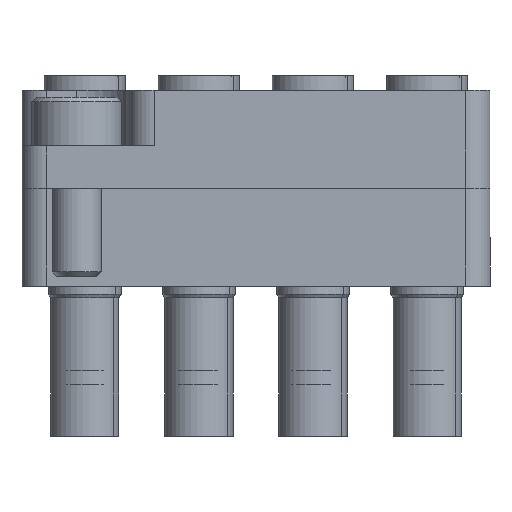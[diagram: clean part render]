
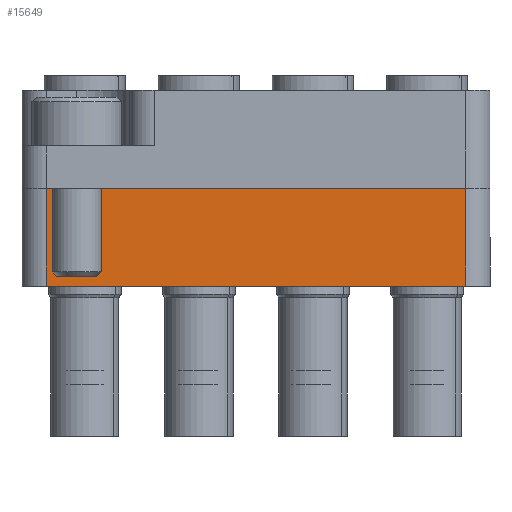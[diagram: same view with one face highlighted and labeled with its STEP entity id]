
A CAD part, front view. The second image highlights one B-rep face of the part: STEP entity #15649.
In plain terms, the highlighted face is planar.
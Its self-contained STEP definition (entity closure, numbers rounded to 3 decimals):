
#509 = LINE ( 'NONE', #13586, #16998 ) ;
#1895 = CARTESIAN_POINT ( 'NONE',  ( 22., -6., 14.35 ) ) ;
#2489 = VERTEX_POINT ( 'NONE', #8516 ) ;
#3756 = DIRECTION ( 'NONE',  ( 0., 0., 1. ) ) ;
#4580 = VECTOR ( 'NONE', #16713, 1000. ) ;
#6655 = CARTESIAN_POINT ( 'NONE',  ( 22., -6., -12.85 ) ) ;
#6868 = CARTESIAN_POINT ( 'NONE',  ( 22., -6., 12.85 ) ) ;
#7122 = DIRECTION ( 'NONE',  ( 0., 0., 1. ) ) ;
#7487 = LINE ( 'NONE', #20569, #10525 ) ;
#7555 = EDGE_CURVE ( 'NONE', #7941, #13998, #12976, .T. ) ;
#7646 = EDGE_LOOP ( 'NONE', ( #15361, #19119, #18948, #13113 ) ) ;
#7738 = EDGE_CURVE ( 'NONE', #2489, #13954, #509, .T. ) ;
#7941 = VERTEX_POINT ( 'NONE', #6655 ) ;
#8076 = EDGE_CURVE ( 'NONE', #13954, #13998, #8743, .T. ) ;
#8273 = DIRECTION ( 'NONE',  ( -1., 0., 0. ) ) ;
#8356 = CARTESIAN_POINT ( 'NONE',  ( 22., -6., 14.35 ) ) ;
#8516 = CARTESIAN_POINT ( 'NONE',  ( 22., 0., -12.85 ) ) ;
#8743 = LINE ( 'NONE', #6868, #4580 ) ;
#8904 = AXIS2_PLACEMENT_3D ( 'NONE', #1895, #8273, #7122 ) ;
#9259 = EDGE_CURVE ( 'NONE', #7941, #2489, #7487, .T. ) ;
#9940 = DIRECTION ( 'NONE',  ( 0., 0., 1. ) ) ;
#10525 = VECTOR ( 'NONE', #20165, 1000. ) ;
#12976 = LINE ( 'NONE', #8356, #18008 ) ;
#13113 = ORIENTED_EDGE ( 'NONE', *, *, #8076, .T. ) ;
#13586 = CARTESIAN_POINT ( 'NONE',  ( 22., 0., 14.35 ) ) ;
#13880 = CARTESIAN_POINT ( 'NONE',  ( 22., -6., 12.85 ) ) ;
#13954 = VERTEX_POINT ( 'NONE', #19961 ) ;
#13998 = VERTEX_POINT ( 'NONE', #13880 ) ;
#15361 = ORIENTED_EDGE ( 'NONE', *, *, #7555, .F. ) ;
#15649 = ADVANCED_FACE ( 'NONE', ( #19587 ), #16555, .F. ) ;
#16555 = PLANE ( 'NONE',  #8904 ) ;
#16713 = DIRECTION ( 'NONE',  ( 0., -1., 0. ) ) ;
#16998 = VECTOR ( 'NONE', #3756, 1000. ) ;
#18008 = VECTOR ( 'NONE', #9940, 1000. ) ;
#18948 = ORIENTED_EDGE ( 'NONE', *, *, #7738, .T. ) ;
#19119 = ORIENTED_EDGE ( 'NONE', *, *, #9259, .T. ) ;
#19587 = FACE_OUTER_BOUND ( 'NONE', #7646, .T. ) ;
#19961 = CARTESIAN_POINT ( 'NONE',  ( 22., 0., 12.85 ) ) ;
#20165 = DIRECTION ( 'NONE',  ( 0., 1., 0. ) ) ;
#20569 = CARTESIAN_POINT ( 'NONE',  ( 22., 0., -12.85 ) ) ;
